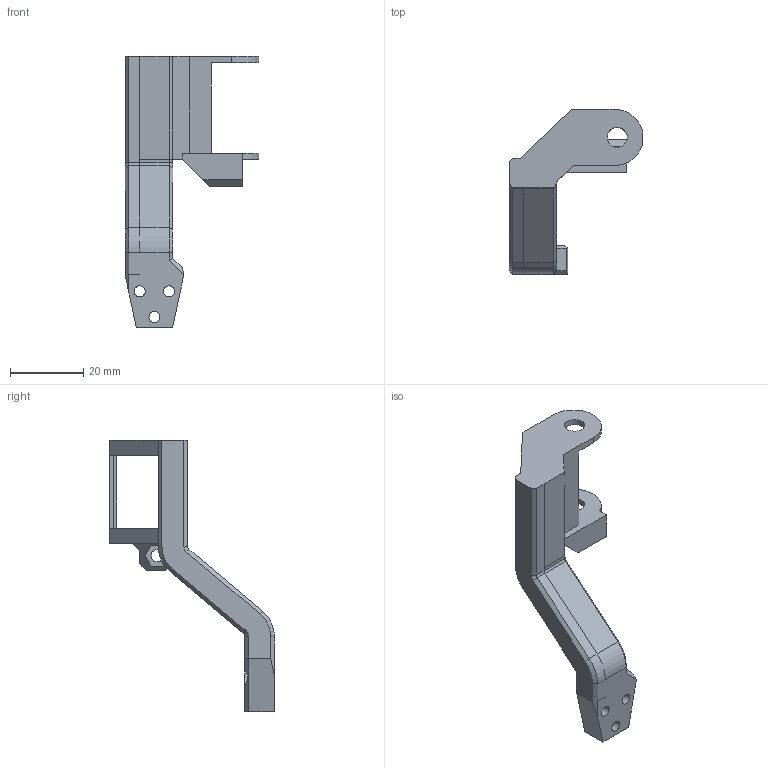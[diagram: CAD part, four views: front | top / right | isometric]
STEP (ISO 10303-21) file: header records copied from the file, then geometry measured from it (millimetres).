
FILE_DESCRIPTION(/* description */ ('','CAx-IF Rec.Pracs.---Representation and Presentation of Product Manufacturing Information (PMI)---3.8---2014-02-18'),/* implementation_level */ '2;1');
FILE_NAME(/* name */ 'Cable_Chain_Mount_2x_5015_BMG.stp',/* time_stamp */ '2021-03-12T20:22:27+01:00',/* author */ ('Thomas'),/* organization */ (''),/* preprocessor_version */ 'ST-DEVELOPER v16.5',/* originating_system */ 'Autodesk Inventor 2017',/* authorisation */ '');
FILE_SCHEMA (('AP242_MANAGED_MODEL_BASED_3D_ENGINEERING_MIM_LF { 1 0 10303 442 1 1 4 }'));
Length unit declared in the file: millimetre
Products named in the file (1): New_Mod
Bounding box: 36.45 x 44.87 x 73.86 mm (x, y, z)
Volume: 11639.4 mm3; surface area: 6838.8 mm2
Topology: 1 solids, 1 shells, 123 faces, 339 edges, 217 vertices
Faces by surface type: plane 94, cylinder 21, cone 8
Full cylindrical faces by diameter (mm): 3 x3, 3.3 x1, 5.5 x5
Entity records: 3823 total; most frequent: CARTESIAN_POINT 663, ORIENTED_EDGE 652, DIRECTION 629, EDGE_CURVE 326, LINE 271, VECTOR 271, VERTEX_POINT 213, AXIS2_PLACEMENT_3D 179
